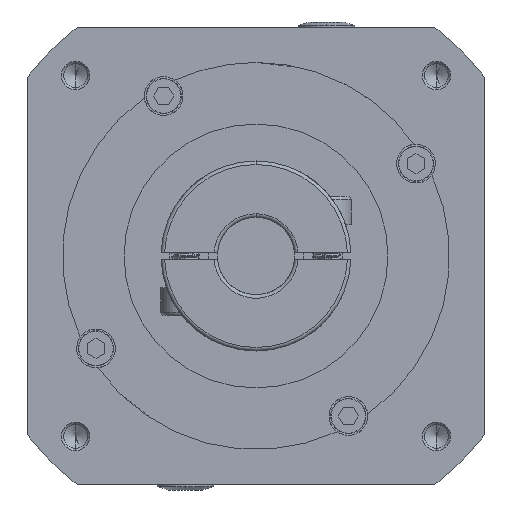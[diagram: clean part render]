
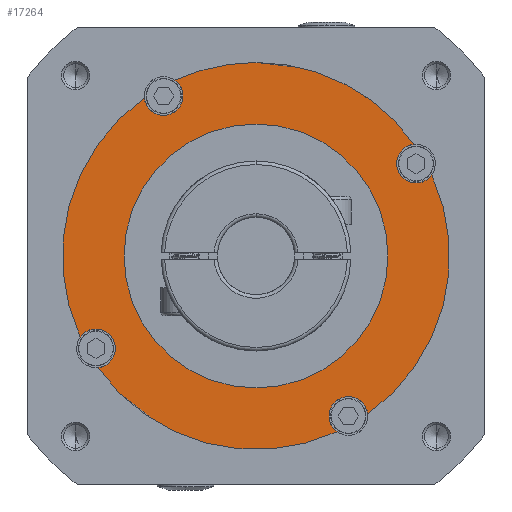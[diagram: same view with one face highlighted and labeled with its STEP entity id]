
A CAD part, left-side view. The second image highlights one B-rep face of the part: STEP entity #17264.
In plain terms, the highlighted planar face has unit normal (-1, 0, 0).
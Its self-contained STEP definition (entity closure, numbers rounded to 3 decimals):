
#39 = ORIENTED_EDGE ( 'NONE', *, *, #19544, .T. ) ;
#119 = ORIENTED_EDGE ( 'NONE', *, *, #16274, .T. ) ;
#169 = CARTESIAN_POINT ( 'NONE',  ( -99.5, 0., 0. ) ) ;
#306 = CIRCLE ( 'NONE', #19251, 5.5 ) ;
#539 = DIRECTION ( 'NONE',  ( -1., 0., 0. ) ) ;
#546 = DIRECTION ( 'NONE',  ( 0., 0., -1. ) ) ;
#632 = DIRECTION ( 'NONE',  ( 1., 0., 0. ) ) ;
#690 = ORIENTED_EDGE ( 'NONE', *, *, #2357, .T. ) ;
#758 = AXIS2_PLACEMENT_3D ( 'NONE', #21211, #2766, #10934 ) ;
#794 = VERTEX_POINT ( 'NONE', #6076 ) ;
#854 = CIRCLE ( 'NONE', #8349, 37.5 ) ;
#947 = VERTEX_POINT ( 'NONE', #6656 ) ;
#1220 = EDGE_CURVE ( 'NONE', #794, #15303, #13979, .T. ) ;
#1984 = CARTESIAN_POINT ( 'NONE',  ( -99.5, -26.25, -45.466 ) ) ;
#2039 = CARTESIAN_POINT ( 'NONE',  ( -99.5, 0., 0. ) ) ;
#2168 = ORIENTED_EDGE ( 'NONE', *, *, #18692, .F. ) ;
#2221 = DIRECTION ( 'NONE',  ( 0., 0., 1. ) ) ;
#2357 = EDGE_CURVE ( 'NONE', #19580, #17610, #16313, .T. ) ;
#2766 = DIRECTION ( 'NONE',  ( 1., 0., 0. ) ) ;
#2773 = CIRCLE ( 'NONE', #12949, 55. ) ;
#3045 = DIRECTION ( 'NONE',  ( 1., 0., 0. ) ) ;
#3164 = DIRECTION ( 'NONE',  ( 0., 0., 1. ) ) ;
#3477 = CARTESIAN_POINT ( 'NONE',  ( -99.5, -45.466, 26.25 ) ) ;
#3538 = AXIS2_PLACEMENT_3D ( 'NONE', #169, #5312, #15815 ) ;
#3684 = CARTESIAN_POINT ( 'NONE',  ( -99.5, 0., 55. ) ) ;
#3714 = ORIENTED_EDGE ( 'NONE', *, *, #14146, .T. ) ;
#3828 = EDGE_CURVE ( 'NONE', #947, #4685, #9644, .T. ) ;
#4446 = ORIENTED_EDGE ( 'NONE', *, *, #7308, .T. ) ;
#4685 = VERTEX_POINT ( 'NONE', #10219 ) ;
#4864 = CARTESIAN_POINT ( 'NONE',  ( -99.5, -49.938, 23.048 ) ) ;
#5036 = DIRECTION ( 'NONE',  ( 0., 0., -1. ) ) ;
#5307 = ORIENTED_EDGE ( 'NONE', *, *, #3828, .T. ) ;
#5312 = DIRECTION ( 'NONE',  ( -1., 0., 0. ) ) ;
#5360 = DIRECTION ( 'NONE',  ( 1., 0., 0. ) ) ;
#5400 = DIRECTION ( 'NONE',  ( 0., 0., 1. ) ) ;
#5874 = EDGE_CURVE ( 'NONE', #18976, #8360, #13526, .T. ) ;
#6076 = CARTESIAN_POINT ( 'NONE',  ( -99.5, 0., 37.5 ) ) ;
#6221 = VERTEX_POINT ( 'NONE', #8262 ) ;
#6378 = EDGE_LOOP ( 'NONE', ( #7379, #2168 ) ) ;
#6656 = CARTESIAN_POINT ( 'NONE',  ( -99.5, -23.048, -49.938 ) ) ;
#6661 = DIRECTION ( 'NONE',  ( 1., 0., 0. ) ) ;
#6693 = EDGE_LOOP ( 'NONE', ( #17519, #39, #4446, #690, #17848, #21498, #11901, #16865, #9053, #10736, #119, #5307, #3714 ) ) ;
#6989 = AXIS2_PLACEMENT_3D ( 'NONE', #15048, #22000, #20223 ) ;
#7052 = CARTESIAN_POINT ( 'NONE',  ( -99.5, -45.466, 20.75 ) ) ;
#7179 = EDGE_CURVE ( 'NONE', #17610, #6221, #11089, .T. ) ;
#7308 = EDGE_CURVE ( 'NONE', #18650, #19580, #19836, .T. ) ;
#7379 = ORIENTED_EDGE ( 'NONE', *, *, #1220, .F. ) ;
#7407 = CARTESIAN_POINT ( 'NONE',  ( -99.5, 26.25, 45.466 ) ) ;
#7540 = DIRECTION ( 'NONE',  ( -1., 0., 0. ) ) ;
#7637 = CARTESIAN_POINT ( 'NONE',  ( -99.5, 45.466, -26.25 ) ) ;
#7774 = AXIS2_PLACEMENT_3D ( 'NONE', #13603, #6661, #5036 ) ;
#8029 = CIRCLE ( 'NONE', #20525, 5.5 ) ;
#8077 = DIRECTION ( 'NONE',  ( -1., 0., 0. ) ) ;
#8180 = CARTESIAN_POINT ( 'NONE',  ( -99.5, -44.929, 31.724 ) ) ;
#8262 = CARTESIAN_POINT ( 'NONE',  ( -99.5, 23.048, 49.938 ) ) ;
#8349 = AXIS2_PLACEMENT_3D ( 'NONE', #2039, #14138, #15766 ) ;
#8360 = VERTEX_POINT ( 'NONE', #13782 ) ;
#8588 = VERTEX_POINT ( 'NONE', #9424 ) ;
#8938 = AXIS2_PLACEMENT_3D ( 'NONE', #3477, #18633, #15462 ) ;
#9053 = ORIENTED_EDGE ( 'NONE', *, *, #9151, .T. ) ;
#9151 = EDGE_CURVE ( 'NONE', #8588, #18976, #20670, .T. ) ;
#9258 = DIRECTION ( 'NONE',  ( 1., 0., 0. ) ) ;
#9390 = EDGE_CURVE ( 'NONE', #15956, #13380, #21176, .T. ) ;
#9424 = CARTESIAN_POINT ( 'NONE',  ( -99.5, 49.938, -23.048 ) ) ;
#9470 = DIRECTION ( 'NONE',  ( 0., 0., -1. ) ) ;
#9644 = CIRCLE ( 'NONE', #20013, 5.5 ) ;
#10219 = CARTESIAN_POINT ( 'NONE',  ( -99.5, -26.25, -39.966 ) ) ;
#10229 = VERTEX_POINT ( 'NONE', #10538 ) ;
#10538 = CARTESIAN_POINT ( 'NONE',  ( -99.5, -31.724, -44.929 ) ) ;
#10579 = AXIS2_PLACEMENT_3D ( 'NONE', #12627, #20776, #546 ) ;
#10736 = ORIENTED_EDGE ( 'NONE', *, *, #5874, .T. ) ;
#10934 = DIRECTION ( 'NONE',  ( 0., 0., -1. ) ) ;
#11005 = CARTESIAN_POINT ( 'NONE',  ( -99.5, 26.25, 45.466 ) ) ;
#11089 = CIRCLE ( 'NONE', #16863, 55. ) ;
#11548 = CARTESIAN_POINT ( 'NONE',  ( -99.5, -45.466, 26.25 ) ) ;
#11819 = AXIS2_PLACEMENT_3D ( 'NONE', #17159, #15598, #5400 ) ;
#11901 = ORIENTED_EDGE ( 'NONE', *, *, #9390, .T. ) ;
#12111 = DIRECTION ( 'NONE',  ( 0., 0., 1. ) ) ;
#12350 = AXIS2_PLACEMENT_3D ( 'NONE', #7407, #14347, #16035 ) ;
#12496 = DIRECTION ( 'NONE',  ( 0., 0., -1. ) ) ;
#12627 = CARTESIAN_POINT ( 'NONE',  ( -99.5, 45.466, -26.25 ) ) ;
#12949 = AXIS2_PLACEMENT_3D ( 'NONE', #20628, #539, #12111 ) ;
#13167 = CIRCLE ( 'NONE', #7774, 5.5 ) ;
#13380 = VERTEX_POINT ( 'NONE', #19269 ) ;
#13526 = CIRCLE ( 'NONE', #10579, 5.5 ) ;
#13603 = CARTESIAN_POINT ( 'NONE',  ( -99.5, -26.25, -45.466 ) ) ;
#13782 = CARTESIAN_POINT ( 'NONE',  ( -99.5, 44.929, -31.724 ) ) ;
#13979 = CIRCLE ( 'NONE', #3538, 37.5 ) ;
#14138 = DIRECTION ( 'NONE',  ( -1., 0., 0. ) ) ;
#14146 = EDGE_CURVE ( 'NONE', #4685, #10229, #13167, .T. ) ;
#14347 = DIRECTION ( 'NONE',  ( 1., 0., 0. ) ) ;
#14426 = PLANE ( 'NONE',  #758 ) ;
#14898 = DIRECTION ( 'NONE',  ( 0., 0., -1. ) ) ;
#15048 = CARTESIAN_POINT ( 'NONE',  ( -99.5, 0., 0. ) ) ;
#15083 = CARTESIAN_POINT ( 'NONE',  ( -99.5, 0., -37.5 ) ) ;
#15303 = VERTEX_POINT ( 'NONE', #15083 ) ;
#15462 = DIRECTION ( 'NONE',  ( 0., 0., -1. ) ) ;
#15598 = DIRECTION ( 'NONE',  ( -1., 0., 0. ) ) ;
#15766 = DIRECTION ( 'NONE',  ( 0., 0., 1. ) ) ;
#15815 = DIRECTION ( 'NONE',  ( 0., 0., 1. ) ) ;
#15956 = VERTEX_POINT ( 'NONE', #21423 ) ;
#16035 = DIRECTION ( 'NONE',  ( 0., 0., -1. ) ) ;
#16076 = VERTEX_POINT ( 'NONE', #4864 ) ;
#16242 = EDGE_CURVE ( 'NONE', #13380, #8588, #2773, .T. ) ;
#16274 = EDGE_CURVE ( 'NONE', #8360, #947, #17632, .T. ) ;
#16313 = CIRCLE ( 'NONE', #6989, 55. ) ;
#16546 = AXIS2_PLACEMENT_3D ( 'NONE', #20913, #7540, #2221 ) ;
#16715 = CARTESIAN_POINT ( 'NONE',  ( -99.5, 0., 0. ) ) ;
#16863 = AXIS2_PLACEMENT_3D ( 'NONE', #16715, #8077, #3164 ) ;
#16865 = ORIENTED_EDGE ( 'NONE', *, *, #16242, .T. ) ;
#17159 = CARTESIAN_POINT ( 'NONE',  ( -99.5, 0., 0. ) ) ;
#17203 = DIRECTION ( 'NONE',  ( 0., 0., -1. ) ) ;
#17264 = ADVANCED_FACE ( 'NONE', ( #20676, #17993 ), #14426, .F. ) ;
#17519 = ORIENTED_EDGE ( 'NONE', *, *, #19291, .T. ) ;
#17610 = VERTEX_POINT ( 'NONE', #3684 ) ;
#17632 = CIRCLE ( 'NONE', #11819, 55. ) ;
#17848 = ORIENTED_EDGE ( 'NONE', *, *, #7179, .T. ) ;
#17993 = FACE_OUTER_BOUND ( 'NONE', #6693, .T. ) ;
#18633 = DIRECTION ( 'NONE',  ( 1., 0., 0. ) ) ;
#18650 = VERTEX_POINT ( 'NONE', #7052 ) ;
#18692 = EDGE_CURVE ( 'NONE', #15303, #794, #854, .T. ) ;
#18945 = EDGE_CURVE ( 'NONE', #6221, #15956, #8029, .T. ) ;
#18976 = VERTEX_POINT ( 'NONE', #19933 ) ;
#19251 = AXIS2_PLACEMENT_3D ( 'NONE', #11548, #3045, #14898 ) ;
#19269 = CARTESIAN_POINT ( 'NONE',  ( -99.5, 31.724, 44.929 ) ) ;
#19291 = EDGE_CURVE ( 'NONE', #10229, #16076, #20747, .T. ) ;
#19544 = EDGE_CURVE ( 'NONE', #16076, #18650, #306, .T. ) ;
#19580 = VERTEX_POINT ( 'NONE', #8180 ) ;
#19836 = CIRCLE ( 'NONE', #8938, 5.5 ) ;
#19933 = CARTESIAN_POINT ( 'NONE',  ( -99.5, 45.466, -20.75 ) ) ;
#19965 = AXIS2_PLACEMENT_3D ( 'NONE', #7637, #9258, #9470 ) ;
#20013 = AXIS2_PLACEMENT_3D ( 'NONE', #1984, #5360, #17203 ) ;
#20223 = DIRECTION ( 'NONE',  ( 0., 0., 1. ) ) ;
#20525 = AXIS2_PLACEMENT_3D ( 'NONE', #11005, #632, #12496 ) ;
#20628 = CARTESIAN_POINT ( 'NONE',  ( -99.5, 0., 0. ) ) ;
#20670 = CIRCLE ( 'NONE', #19965, 5.5 ) ;
#20676 = FACE_BOUND ( 'NONE', #6378, .T. ) ;
#20747 = CIRCLE ( 'NONE', #16546, 55. ) ;
#20776 = DIRECTION ( 'NONE',  ( 1., 0., 0. ) ) ;
#20913 = CARTESIAN_POINT ( 'NONE',  ( -99.5, 0., 0. ) ) ;
#21176 = CIRCLE ( 'NONE', #12350, 5.5 ) ;
#21211 = CARTESIAN_POINT ( 'NONE',  ( -99.5, 37.5, 0. ) ) ;
#21423 = CARTESIAN_POINT ( 'NONE',  ( -99.5, 26.25, 39.966 ) ) ;
#21498 = ORIENTED_EDGE ( 'NONE', *, *, #18945, .T. ) ;
#22000 = DIRECTION ( 'NONE',  ( -1., 0., 0. ) ) ;
